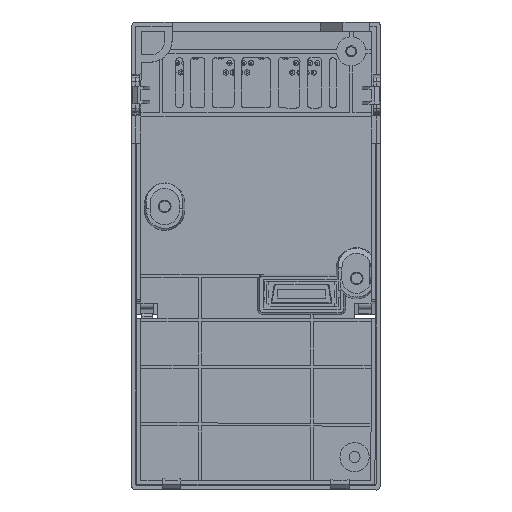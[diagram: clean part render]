
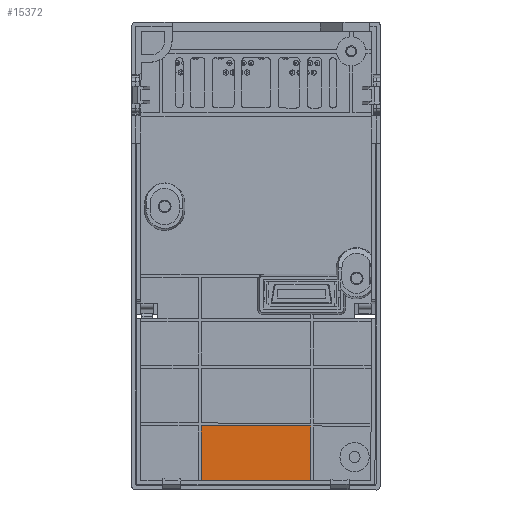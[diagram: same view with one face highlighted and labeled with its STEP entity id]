
A CAD part, front view. The second image highlights one B-rep face of the part: STEP entity #15372.
In plain terms, the highlighted planar face has unit normal (0, -1, 0).
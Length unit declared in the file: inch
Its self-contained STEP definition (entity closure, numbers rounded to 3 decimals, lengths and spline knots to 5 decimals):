
#302 = DIRECTION ( 'NONE',  ( -0.001, 0., -1. ) ) ;
#1960 = CARTESIAN_POINT ( 'NONE',  ( -0.00041, 0.9685, -0.00268 ) ) ;
#3903 = CARTESIAN_POINT ( 'NONE',  ( 0.58837, 0.9685, -2.42437 ) ) ;
#5617 = ORIENTED_EDGE ( 'NONE', *, *, #30039, .F. ) ;
#6342 = EDGE_LOOP ( 'NONE', ( #48845, #10375, #32697, #5617 ) ) ;
#8493 = DIRECTION ( 'NONE',  ( -1., 0., 0.001 ) ) ;
#9645 = CARTESIAN_POINT ( 'NONE',  ( -0.5923, 0.9685, -1.83296 ) ) ;
#10375 = ORIENTED_EDGE ( 'NONE', *, *, #33369, .T. ) ;
#11264 = VERTEX_POINT ( 'NONE', #3903 ) ;
#15372 = ADVANCED_FACE ( 'NONE', ( #55081 ), #30606, .F. ) ;
#17869 = VERTEX_POINT ( 'NONE', #33497 ) ;
#21571 = DIRECTION ( 'NONE',  ( 1., 0., 0. ) ) ;
#21954 = EDGE_CURVE ( 'NONE', #17869, #11264, #43018, .T. ) ;
#24006 = DIRECTION ( 'NONE',  ( 1., 0., -0.001 ) ) ;
#24430 = LINE ( 'NONE', #9645, #56163 ) ;
#27943 = CARTESIAN_POINT ( 'NONE',  ( 0.5888, 0.9685, -1.83382 ) ) ;
#27986 = CARTESIAN_POINT ( 'NONE',  ( -0.5923, 0.9685, -1.83296 ) ) ;
#30039 = EDGE_CURVE ( 'NONE', #59386, #11264, #31351, .T. ) ;
#30606 = PLANE ( 'NONE',  #59307 ) ;
#30731 = DIRECTION ( 'NONE',  ( -0.001, 0., -1. ) ) ;
#31351 = LINE ( 'NONE', #56150, #34152 ) ;
#32697 = ORIENTED_EDGE ( 'NONE', *, *, #21954, .T. ) ;
#33369 = EDGE_CURVE ( 'NONE', #34889, #17869, #24430, .T. ) ;
#33497 = CARTESIAN_POINT ( 'NONE',  ( -0.59273, 0.9685, -2.42351 ) ) ;
#34152 = VECTOR ( 'NONE', #30731, 39.37008 ) ;
#34889 = VERTEX_POINT ( 'NONE', #27986 ) ;
#43018 = LINE ( 'NONE', #48488, #59087 ) ;
#46829 = VECTOR ( 'NONE', #8493, 39.37008 ) ;
#48326 = EDGE_CURVE ( 'NONE', #59386, #34889, #52898, .T. ) ;
#48488 = CARTESIAN_POINT ( 'NONE',  ( -0.59273, 0.9685, -2.42351 ) ) ;
#48845 = ORIENTED_EDGE ( 'NONE', *, *, #48326, .T. ) ;
#49632 = DIRECTION ( 'NONE',  ( 0., 1., 0. ) ) ;
#52898 = LINE ( 'NONE', #57713, #46829 ) ;
#55081 = FACE_OUTER_BOUND ( 'NONE', #6342, .T. ) ;
#56150 = CARTESIAN_POINT ( 'NONE',  ( 0.5888, 0.9685, -1.83382 ) ) ;
#56163 = VECTOR ( 'NONE', #302, 39.37008 ) ;
#57713 = CARTESIAN_POINT ( 'NONE',  ( 0.5888, 0.9685, -1.83382 ) ) ;
#59087 = VECTOR ( 'NONE', #24006, 39.37008 ) ;
#59307 = AXIS2_PLACEMENT_3D ( 'NONE', #1960, #49632, #21571 ) ;
#59386 = VERTEX_POINT ( 'NONE', #27943 ) ;
